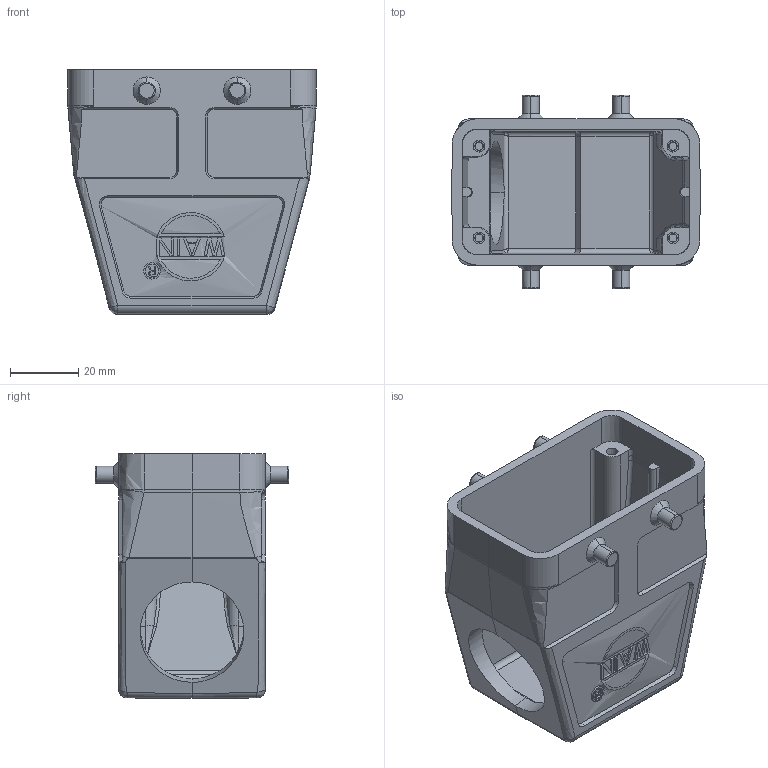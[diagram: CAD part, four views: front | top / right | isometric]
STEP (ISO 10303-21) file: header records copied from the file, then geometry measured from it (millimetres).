
FILE_DESCRIPTION (( 'STEP AP203' ), '1' );
FILE_NAME ('H10B-SEH-4B-M32.STEP', '2016-01-25T00:23:32', ( '微软用户' ), ( '微软中国' ), 'SwSTEP 2.0', 'SolidWorks 2012', '' );
FILE_SCHEMA (( 'CONFIG_CONTROL_DESIGN' ));
Length unit declared in the file: millimetre
Products named in the file (1): H10B-SEH-4B-M32
Bounding box: 73 x 57 x 72 mm (x, y, z)
Volume: 55342.1 mm3; surface area: 31997.8 mm2
Topology: 1 solids, 1 shells, 425 faces, 1092 edges, 708 vertices
Faces by surface type: plane 249, cylinder 75, bspline 53, cone 48
Entity records: 16109 total; most frequent: CARTESIAN_POINT 6506, ORIENTED_EDGE 2184, DIRECTION 1648, EDGE_CURVE 1092, VERTEX_POINT 708, LINE 616, VECTOR 616, AXIS2_PLACEMENT_3D 516
